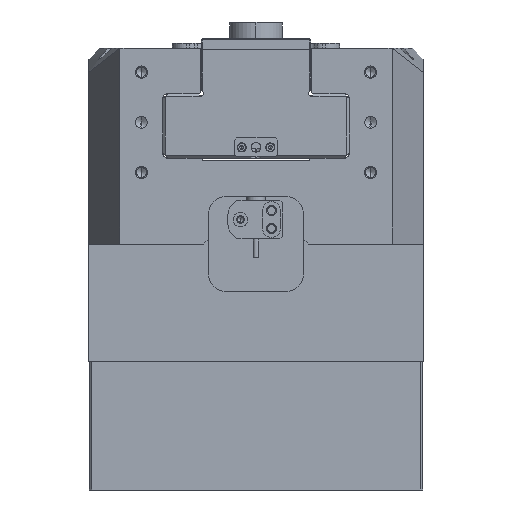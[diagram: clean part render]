
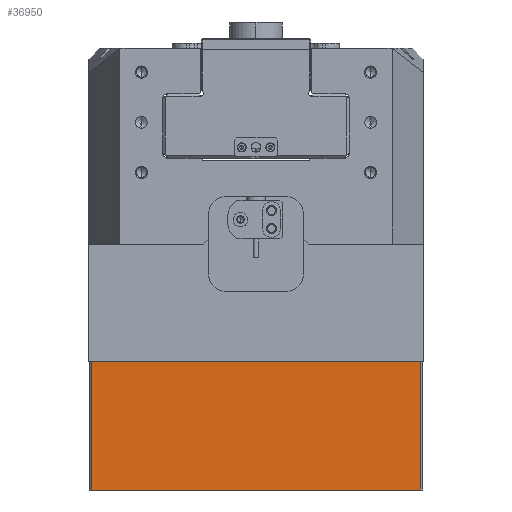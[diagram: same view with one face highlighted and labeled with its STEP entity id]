
A CAD part, left-side view. The second image highlights one B-rep face of the part: STEP entity #36950.
In plain terms, the highlighted planar face has unit normal (-1, 0, 0).
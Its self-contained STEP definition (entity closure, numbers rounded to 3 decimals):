
#308 = ORIENTED_EDGE ( 'NONE', *, *, #25508, .T. ) ;
#788 = DIRECTION ( 'NONE',  ( 1., 0., 0. ) ) ;
#1575 = LINE ( 'NONE', #37933, #28650 ) ;
#4343 = ORIENTED_EDGE ( 'NONE', *, *, #16504, .F. ) ;
#5749 = VECTOR ( 'NONE', #10881, 1000. ) ;
#7509 = VECTOR ( 'NONE', #23666, 1000. ) ;
#7612 = DIRECTION ( 'NONE',  ( 0., 1., 0. ) ) ;
#8113 = LINE ( 'NONE', #38812, #39920 ) ;
#9047 = VERTEX_POINT ( 'NONE', #16723 ) ;
#10881 = DIRECTION ( 'NONE',  ( 0., 0., -1. ) ) ;
#11319 = CARTESIAN_POINT ( 'NONE',  ( -134.235, 82.959, 179.69 ) ) ;
#11987 = DIRECTION ( 'NONE',  ( 0., -1., 0. ) ) ;
#12599 = CARTESIAN_POINT ( 'NONE',  ( -134.235, 82.959, 233.69 ) ) ;
#13699 = DIRECTION ( 'NONE',  ( 0., 1., 0. ) ) ;
#14596 = LINE ( 'NONE', #11319, #5749 ) ;
#16504 = EDGE_CURVE ( 'NONE', #35853, #9047, #1575, .T. ) ;
#16723 = CARTESIAN_POINT ( 'NONE',  ( -134.235, 82.959, 179.69 ) ) ;
#17168 = ORIENTED_EDGE ( 'NONE', *, *, #32263, .T. ) ;
#17310 = PLANE ( 'NONE',  #39023 ) ;
#19302 = CARTESIAN_POINT ( 'NONE',  ( -134.235, -54.641, 179.69 ) ) ;
#20121 = EDGE_CURVE ( 'NONE', #32726, #30841, #8113, .T. ) ;
#22076 = LINE ( 'NONE', #19302, #7509 ) ;
#22712 = EDGE_LOOP ( 'NONE', ( #17168, #38964, #308, #4343 ) ) ;
#23666 = DIRECTION ( 'NONE',  ( 0., 0., 1. ) ) ;
#25508 = EDGE_CURVE ( 'NONE', #32726, #9047, #14596, .T. ) ;
#28650 = VECTOR ( 'NONE', #7612, 1000. ) ;
#30841 = VERTEX_POINT ( 'NONE', #33616 ) ;
#32263 = EDGE_CURVE ( 'NONE', #35853, #30841, #22076, .T. ) ;
#32726 = VERTEX_POINT ( 'NONE', #12599 ) ;
#33616 = CARTESIAN_POINT ( 'NONE',  ( -134.235, -54.641, 233.69 ) ) ;
#33766 = FACE_OUTER_BOUND ( 'NONE', #22712, .T. ) ;
#35853 = VERTEX_POINT ( 'NONE', #41894 ) ;
#36950 = ADVANCED_FACE ( 'NONE', ( #33766 ), #17310, .F. ) ;
#37933 = CARTESIAN_POINT ( 'NONE',  ( -134.235, 83.959, 179.69 ) ) ;
#38812 = CARTESIAN_POINT ( 'NONE',  ( -134.235, 244.159, 233.69 ) ) ;
#38964 = ORIENTED_EDGE ( 'NONE', *, *, #20121, .F. ) ;
#39023 = AXIS2_PLACEMENT_3D ( 'NONE', #40934, #788, #13699 ) ;
#39920 = VECTOR ( 'NONE', #11987, 1000. ) ;
#40934 = CARTESIAN_POINT ( 'NONE',  ( -134.235, 83.959, 179.69 ) ) ;
#41894 = CARTESIAN_POINT ( 'NONE',  ( -134.235, -54.641, 179.69 ) ) ;
